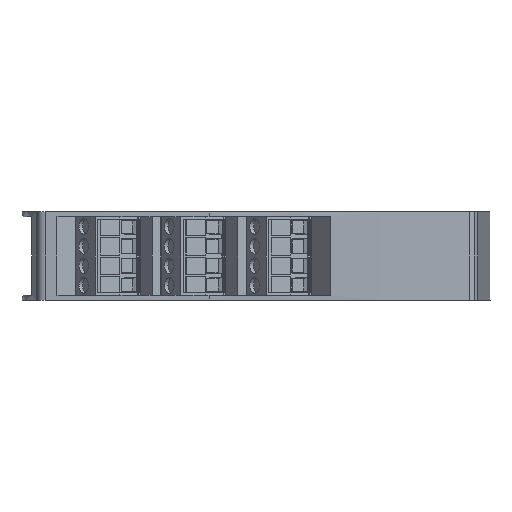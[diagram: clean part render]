
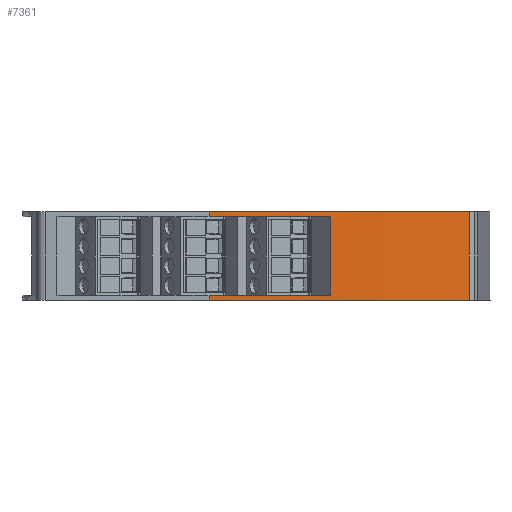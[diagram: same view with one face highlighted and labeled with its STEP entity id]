
A CAD part, left-side view. The second image highlights one B-rep face of the part: STEP entity #7361.
In plain terms, the highlighted cylindrical face has radius 800 mm (diameter 1600 mm), a partial arc.
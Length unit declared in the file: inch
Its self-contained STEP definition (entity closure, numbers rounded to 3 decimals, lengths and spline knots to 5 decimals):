
#214 = CARTESIAN_POINT ( 'NONE',  ( -2.1067, 2.6638, 0.44094 ) ) ;
#466 = CARTESIAN_POINT ( 'NONE',  ( -2.1067, 2.6638, 0.44094 ) ) ;
#834 = DIRECTION ( 'NONE',  ( 1., 0., 0. ) ) ;
#961 = DIRECTION ( 'NONE',  ( 1., 0., 0. ) ) ;
#1041 = EDGE_CURVE ( 'NONE', #1308, #7883, #11293, .T. ) ;
#1308 = VERTEX_POINT ( 'NONE', #5535 ) ;
#1530 = VERTEX_POINT ( 'NONE', #12724 ) ;
#1619 = VERTEX_POINT ( 'NONE', #8724 ) ;
#1655 = AXIS2_PLACEMENT_3D ( 'NONE', #11528, #11724, #17918 ) ;
#2167 = CARTESIAN_POINT ( 'NONE',  ( -2.1067, 2.6638, 0.44094 ) ) ;
#2271 = CARTESIAN_POINT ( 'NONE',  ( 29.38936, 2.68558, 0.49016 ) ) ;
#2348 = EDGE_CURVE ( 'NONE', #7883, #15827, #11237, .T. ) ;
#2575 = CARTESIAN_POINT ( 'NONE',  ( 29.38936, 2.68558, 0.49016 ) ) ;
#2645 = CIRCLE ( 'NONE', #9573, 31.49606 ) ;
#2649 = EDGE_LOOP ( 'NONE', ( #17126, #13067, #16941, #11942, #18744, #9446, #14225, #13676, #6873, #13767, #16687, #14634 ) ) ;
#2671 = LINE ( 'NONE', #19892, #11531 ) ;
#3400 = CARTESIAN_POINT ( 'NONE',  ( 29.38936, 2.68558, 1.32677 ) ) ;
#3403 = VERTEX_POINT ( 'NONE', #17961 ) ;
#3490 = EDGE_CURVE ( 'NONE', #7605, #18909, #11945, .T. ) ;
#3500 = DIRECTION ( 'NONE',  ( 0., 0., -1. ) ) ;
#3590 = AXIS2_PLACEMENT_3D ( 'NONE', #12790, #8284, #6508 ) ;
#3602 = DIRECTION ( 'NONE',  ( 0., 0., 1. ) ) ;
#3695 = AXIS2_PLACEMENT_3D ( 'NONE', #2271, #18150, #834 ) ;
#4913 = CIRCLE ( 'NONE', #3590, 31.49606 ) ;
#5211 = VECTOR ( 'NONE', #9644, 39.37008 ) ;
#5535 = CARTESIAN_POINT ( 'NONE',  ( -2.10217, 2.15101, 0.49016 ) ) ;
#6416 = CARTESIAN_POINT ( 'NONE',  ( -2.09905, 1.99131, 0.49016 ) ) ;
#6508 = DIRECTION ( 'NONE',  ( 1., 0., 0. ) ) ;
#6540 = LINE ( 'NONE', #466, #5211 ) ;
#6567 = CARTESIAN_POINT ( 'NONE',  ( -1.99681, 0.05678, 1.32677 ) ) ;
#6592 = VECTOR ( 'NONE', #10113, 39.37008 ) ;
#6713 = CARTESIAN_POINT ( 'NONE',  ( -2.1067, 2.6638, 1.32677 ) ) ;
#6723 = DIRECTION ( 'NONE',  ( 1., 0., 0. ) ) ;
#6873 = ORIENTED_EDGE ( 'NONE', *, *, #18041, .T. ) ;
#6963 = VERTEX_POINT ( 'NONE', #6713 ) ;
#7361 = ADVANCED_FACE ( 'NONE', ( #14516 ), #19459, .T. ) ;
#7520 = EDGE_CURVE ( 'NONE', #8233, #19877, #2671, .T. ) ;
#7605 = VERTEX_POINT ( 'NONE', #18336 ) ;
#7883 = VERTEX_POINT ( 'NONE', #19462 ) ;
#8233 = VERTEX_POINT ( 'NONE', #11505 ) ;
#8284 = DIRECTION ( 'NONE',  ( 0., 0., 1. ) ) ;
#8724 = CARTESIAN_POINT ( 'NONE',  ( -2.08237, 1.44784, 0.49016 ) ) ;
#9020 = EDGE_CURVE ( 'NONE', #1530, #3403, #4913, .T. ) ;
#9171 = AXIS2_PLACEMENT_3D ( 'NONE', #17558, #13008, #16005 ) ;
#9281 = VECTOR ( 'NONE', #3500, 39.37008 ) ;
#9289 = AXIS2_PLACEMENT_3D ( 'NONE', #13721, #13332, #961 ) ;
#9446 = ORIENTED_EDGE ( 'NONE', *, *, #10652, .F. ) ;
#9573 = AXIS2_PLACEMENT_3D ( 'NONE', #3400, #3602, #14111 ) ;
#9644 = DIRECTION ( 'NONE',  ( 0., 0., -1. ) ) ;
#10113 = DIRECTION ( 'NONE',  ( 0., 0., -1. ) ) ;
#10213 = DIRECTION ( 'NONE',  ( 0., 0., 1. ) ) ;
#10319 = EDGE_CURVE ( 'NONE', #18909, #1619, #16616, .T. ) ;
#10652 = EDGE_CURVE ( 'NONE', #6963, #19877, #2645, .T. ) ;
#10933 = CIRCLE ( 'NONE', #3695, 31.49606 ) ;
#11237 = LINE ( 'NONE', #214, #9281 ) ;
#11252 = CIRCLE ( 'NONE', #9289, 31.49606 ) ;
#11293 = CIRCLE ( 'NONE', #12593, 31.49606 ) ;
#11505 = CARTESIAN_POINT ( 'NONE',  ( -1.99681, 0.05678, 0.44094 ) ) ;
#11528 = CARTESIAN_POINT ( 'NONE',  ( 29.38936, 2.68558, 0.44094 ) ) ;
#11531 = VECTOR ( 'NONE', #10213, 39.37008 ) ;
#11559 = CARTESIAN_POINT ( 'NONE',  ( 29.38936, 2.68558, 0.44094 ) ) ;
#11724 = DIRECTION ( 'NONE',  ( 0., 0., 1. ) ) ;
#11807 = CIRCLE ( 'NONE', #9171, 31.49606 ) ;
#11942 = ORIENTED_EDGE ( 'NONE', *, *, #13804, .T. ) ;
#11945 = CIRCLE ( 'NONE', #15561, 31.49606 ) ;
#12593 = AXIS2_PLACEMENT_3D ( 'NONE', #2575, #15159, #13917 ) ;
#12724 = CARTESIAN_POINT ( 'NONE',  ( -2.1067, 2.6638, 1.27756 ) ) ;
#12790 = CARTESIAN_POINT ( 'NONE',  ( 29.38936, 2.68558, 1.27756 ) ) ;
#13008 = DIRECTION ( 'NONE',  ( 0., 0., 1. ) ) ;
#13067 = ORIENTED_EDGE ( 'NONE', *, *, #1041, .T. ) ;
#13332 = DIRECTION ( 'NONE',  ( 0., 0., -1. ) ) ;
#13503 = CARTESIAN_POINT ( 'NONE',  ( -2.08237, 1.44784, 0.44094 ) ) ;
#13569 = EDGE_CURVE ( 'NONE', #15682, #1308, #11252, .T. ) ;
#13676 = ORIENTED_EDGE ( 'NONE', *, *, #9020, .T. ) ;
#13721 = CARTESIAN_POINT ( 'NONE',  ( 29.38936, 2.68558, 0.49016 ) ) ;
#13767 = ORIENTED_EDGE ( 'NONE', *, *, #3490, .T. ) ;
#13804 = EDGE_CURVE ( 'NONE', #15827, #8233, #15874, .T. ) ;
#13917 = DIRECTION ( 'NONE',  ( 1., 0., 0. ) ) ;
#14012 = EDGE_CURVE ( 'NONE', #1619, #15682, #10933, .T. ) ;
#14111 = DIRECTION ( 'NONE',  ( 1., 0., 0. ) ) ;
#14225 = ORIENTED_EDGE ( 'NONE', *, *, #20287, .T. ) ;
#14516 = FACE_OUTER_BOUND ( 'NONE', #2649, .T. ) ;
#14553 = DIRECTION ( 'NONE',  ( 0., 0., 1. ) ) ;
#14634 = ORIENTED_EDGE ( 'NONE', *, *, #14012, .T. ) ;
#15159 = DIRECTION ( 'NONE',  ( 0., 0., -1. ) ) ;
#15561 = AXIS2_PLACEMENT_3D ( 'NONE', #17123, #17229, #17014 ) ;
#15682 = VERTEX_POINT ( 'NONE', #6416 ) ;
#15827 = VERTEX_POINT ( 'NONE', #2167 ) ;
#15874 = CIRCLE ( 'NONE', #18509, 31.49606 ) ;
#16005 = DIRECTION ( 'NONE',  ( 1., 0., 0. ) ) ;
#16616 = LINE ( 'NONE', #13503, #6592 ) ;
#16687 = ORIENTED_EDGE ( 'NONE', *, *, #10319, .T. ) ;
#16941 = ORIENTED_EDGE ( 'NONE', *, *, #2348, .T. ) ;
#17014 = DIRECTION ( 'NONE',  ( 1., 0., 0. ) ) ;
#17123 = CARTESIAN_POINT ( 'NONE',  ( 29.38936, 2.68558, 1.27756 ) ) ;
#17126 = ORIENTED_EDGE ( 'NONE', *, *, #13569, .T. ) ;
#17229 = DIRECTION ( 'NONE',  ( 0., 0., 1. ) ) ;
#17295 = CARTESIAN_POINT ( 'NONE',  ( -2.08237, 1.44784, 1.27756 ) ) ;
#17558 = CARTESIAN_POINT ( 'NONE',  ( 29.38936, 2.68558, 1.27756 ) ) ;
#17918 = DIRECTION ( 'NONE',  ( 1., 0., 0. ) ) ;
#17961 = CARTESIAN_POINT ( 'NONE',  ( -2.10217, 2.15101, 1.27756 ) ) ;
#18041 = EDGE_CURVE ( 'NONE', #3403, #7605, #11807, .T. ) ;
#18150 = DIRECTION ( 'NONE',  ( 0., 0., -1. ) ) ;
#18336 = CARTESIAN_POINT ( 'NONE',  ( -2.09905, 1.99131, 1.27756 ) ) ;
#18509 = AXIS2_PLACEMENT_3D ( 'NONE', #11559, #14553, #6723 ) ;
#18744 = ORIENTED_EDGE ( 'NONE', *, *, #7520, .T. ) ;
#18909 = VERTEX_POINT ( 'NONE', #17295 ) ;
#19459 = CYLINDRICAL_SURFACE ( 'NONE', #1655, 31.49606 ) ;
#19462 = CARTESIAN_POINT ( 'NONE',  ( -2.1067, 2.6638, 0.49016 ) ) ;
#19877 = VERTEX_POINT ( 'NONE', #6567 ) ;
#19892 = CARTESIAN_POINT ( 'NONE',  ( -1.99681, 0.05678, 0.44094 ) ) ;
#20287 = EDGE_CURVE ( 'NONE', #6963, #1530, #6540, .T. ) ;
